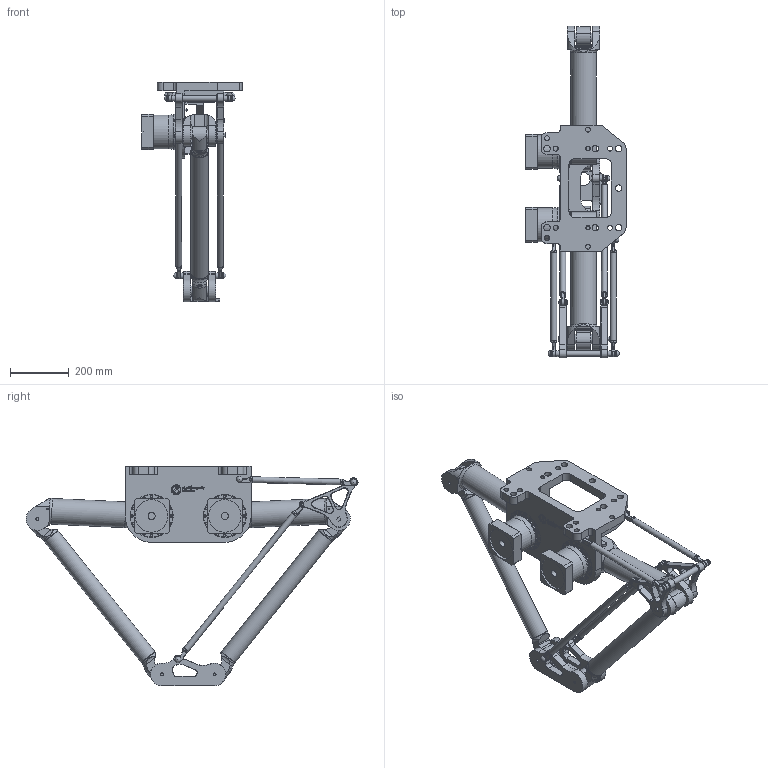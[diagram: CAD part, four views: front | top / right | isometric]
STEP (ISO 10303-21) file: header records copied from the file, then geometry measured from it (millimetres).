
FILE_DESCRIPTION(/* description */ (''),/* implementation_level */ '2;1');
FILE_NAME(/* name */ '3D-model_A_00911-MV.stp',/* time_stamp */ '2022-02-19T11:11:36+01:00',/* author */ ('michael.schutter'),/* organization */ ('Majatronic'),/* preprocessor_version */ 'ST-DEVELOPER v16.5',/* originating_system */ 'Autodesk Inventor 2017',/* authorisation */ '');
FILE_SCHEMA (('AUTOMOTIVE_DESIGN { 1 0 10303 214 3 1 1 }'));
Length unit declared in the file: millimetre
Products named in the file (10): A_00911-MV_DUMMY; MT_WST00100773; MT_WST00055121MT_WST; MT_WST00065780MT_WST; MT_WST00065781MT_WST; MT_WST00065790MT_WST; MT_WST00065199MT_WST; MT_WST00060925MT_WST; MT_WST00065782MT_WST; MT_WST00065791MT_WST
Assembly tree (13 placements, depth 2):
  A_00911-MV_DUMMY
    MT_WST00100773
    MT_WST00055121MT_WST  x2
    MT_WST00065780MT_WST
    MT_WST00065781MT_WST
    MT_WST00065790MT_WST  x2
    MT_WST00065199MT_WST
    MT_WST00060925MT_WST
    MT_WST00065791MT_WST  x2
    MT_WST00065782MT_WST  x2
Bounding box: 342 x 1133.71 x 750 mm (x, y, z)
Volume: 20354623.4 mm3; surface area: 1739826.1 mm2
Topology: 13 solids, 13 shells, 2010 faces, 4668 edges, 2966 vertices
Faces by surface type: plane 949, cylinder 652, cone 301, torus 78, bspline 24, sphere 6
Full cylindrical faces by diameter (mm): 4.134 x32, 4.917 x12, 5 x32, 6 x1, 6.647 x6, 8 x2, 8.2 x24, 8.5 x32, 10 x36, 12 x5, 13 x24, 15 x4, 17.294 x8, 18 x16, 19.98 x8, 20 x25, 22 x7, 24 x2, 25 x2, 32 x8, 40 x2, 45 x1, 59.98 x4, 60 x6, 80 x4, 85 x2, 88 x2, 110 x4, 111 x2, 115 x2
Entity records: 49355 total; most frequent: CARTESIAN_POINT 12258, DIRECTION 7768, ORIENTED_EDGE 6758, EDGE_CURVE 3379, AXIS2_PLACEMENT_3D 2926, VERTEX_POINT 2334, EDGE_LOOP 2191, LINE 1916
